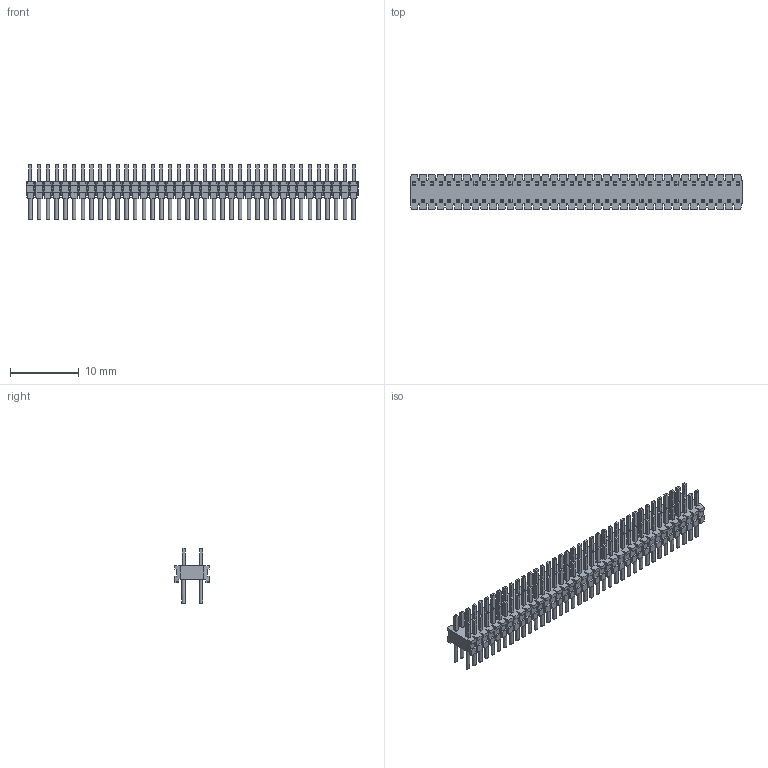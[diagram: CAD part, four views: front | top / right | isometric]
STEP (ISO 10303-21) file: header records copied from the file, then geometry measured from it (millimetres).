
FILE_DESCRIPTION(('FreeCAD Model'),'2;1');
FILE_NAME('Open CASCADE Shape Model','2025-01-09T15:00:26',(''),(''), 'Open CASCADE STEP processor 7.8','FreeCAD','Unknown');
FILE_SCHEMA(('AUTOMOTIVE_DESIGN { 1 0 10303 214 1 1 1 1 }'));
Length unit declared in the file: millimetre
Products named in the file (2): TMS-138-D_header; T-1M6-38-02-D
Bounding box: 48.26 x 4.98 x 8.13 mm (x, y, z)
Volume: 619.3 mm3; surface area: 2562.6 mm2
Topology: 2 solids, 2 shells, 2452 faces, 7188 edges, 4740 vertices
Faces by surface type: plane 2376, cylinder 76
Full cylindrical faces by diameter (mm): 0.508 x76
Entity records: 80296 total; most frequent: CARTESIAN_POINT 14457, ORIENTED_EDGE 14376, DIRECTION 12478, EDGE_CURVE 7188, LINE 6652, VECTOR 6652, VERTEX_POINT 4740, AXIS2_PLACEMENT_3D 2913
